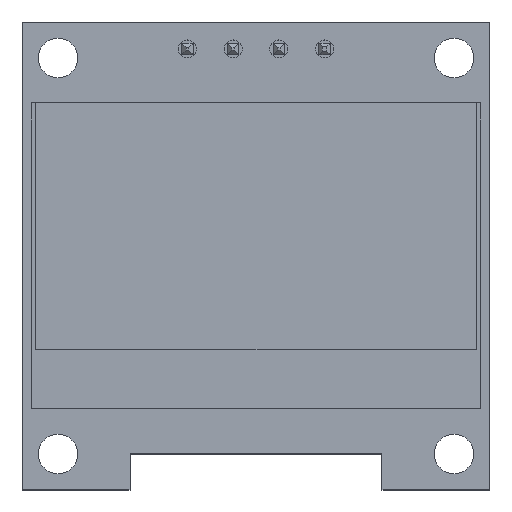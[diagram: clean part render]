
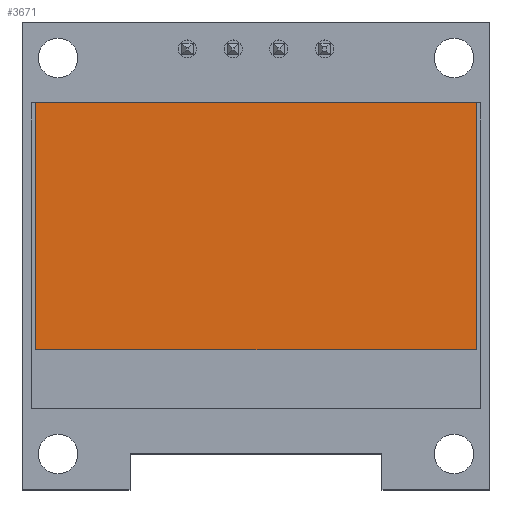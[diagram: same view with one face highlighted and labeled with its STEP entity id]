
A CAD part, top view. The second image highlights one B-rep face of the part: STEP entity #3671.
In plain terms, the highlighted planar face has unit normal (0, 0, 1).
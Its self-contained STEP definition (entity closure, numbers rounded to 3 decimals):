
#3597 = VERTEX_POINT('',#3598);
#3598 = CARTESIAN_POINT('',(-12.25,8.5,2.9));
#3604 = EDGE_CURVE('',#3597,#3605,#3607,.T.);
#3605 = VERTEX_POINT('',#3606);
#3606 = CARTESIAN_POINT('',(-12.25,-5.2,2.9));
#3607 = LINE('',#3608,#3609);
#3608 = CARTESIAN_POINT('',(-12.25,8.5,2.9));
#3609 = VECTOR('',#3610,1.);
#3610 = DIRECTION('',(0.,-1.,0.));
#3628 = EDGE_CURVE('',#3605,#3629,#3631,.T.);
#3629 = VERTEX_POINT('',#3630);
#3630 = CARTESIAN_POINT('',(12.25,-5.2,2.9));
#3631 = LINE('',#3632,#3633);
#3632 = CARTESIAN_POINT('',(-12.25,-5.2,2.9));
#3633 = VECTOR('',#3634,1.);
#3634 = DIRECTION('',(1.,0.,0.));
#3652 = EDGE_CURVE('',#3629,#3653,#3655,.T.);
#3653 = VERTEX_POINT('',#3654);
#3654 = CARTESIAN_POINT('',(12.25,8.5,2.9));
#3655 = LINE('',#3656,#3657);
#3656 = CARTESIAN_POINT('',(12.25,-5.2,2.9));
#3657 = VECTOR('',#3658,1.);
#3658 = DIRECTION('',(0.,1.,0.));
#3671 = ADVANCED_FACE('',(#3672),#3683,.T.);
#3672 = FACE_BOUND('',#3673,.T.);
#3673 = EDGE_LOOP('',(#3674,#3675,#3676,#3677));
#3674 = ORIENTED_EDGE('',*,*,#3604,.T.);
#3675 = ORIENTED_EDGE('',*,*,#3628,.T.);
#3676 = ORIENTED_EDGE('',*,*,#3652,.T.);
#3677 = ORIENTED_EDGE('',*,*,#3678,.T.);
#3678 = EDGE_CURVE('',#3653,#3597,#3679,.T.);
#3679 = LINE('',#3680,#3681);
#3680 = CARTESIAN_POINT('',(12.25,8.5,2.9));
#3681 = VECTOR('',#3682,1.);
#3682 = DIRECTION('',(-1.,0.,0.));
#3683 = PLANE('',#3684);
#3684 = AXIS2_PLACEMENT_3D('',#3685,#3686,#3687);
#3685 = CARTESIAN_POINT('',(0.,1.65,2.9));
#3686 = DIRECTION('',(0.,0.,1.));
#3687 = DIRECTION('',(1.,0.,0.));
